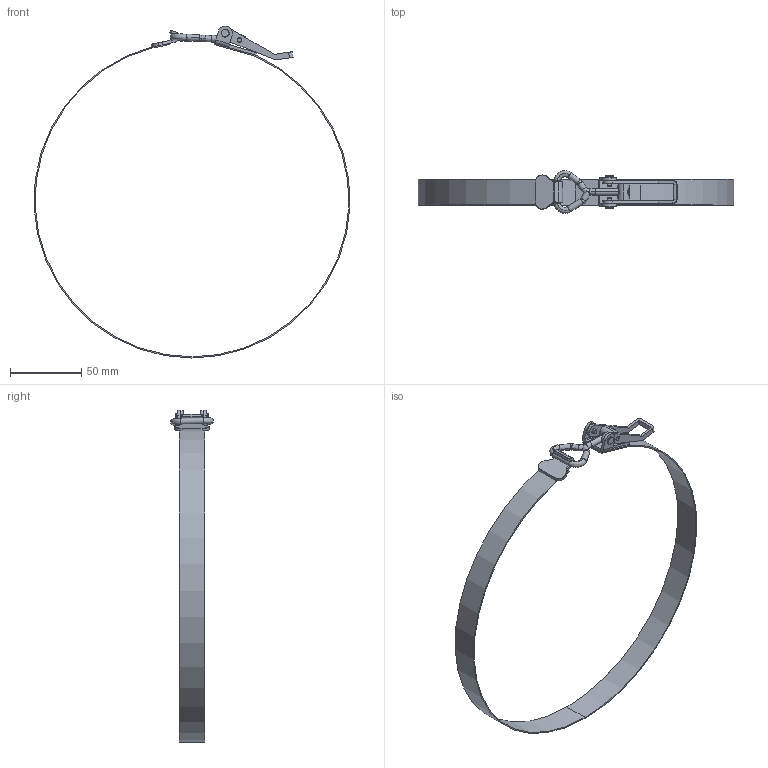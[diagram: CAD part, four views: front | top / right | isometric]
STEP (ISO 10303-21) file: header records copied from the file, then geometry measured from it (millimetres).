
FILE_DESCRIPTION (( 'STEP AP214' ), '1' );
FILE_NAME ('54005 - 701 SA+30A RF Diam.220.STEP', '2016-10-11T11:25:48', ( '' ), ( '' ), 'SwSTEP 2.0', 'SolidWorks 2015', '' );
FILE_SCHEMA (( 'AUTOMOTIVE_DESIGN' ));
Length unit declared in the file: millimetre
Products named in the file (17): 701 - Ansatsnit; 701 - Bygel; 701 - SA; 522601 - Striker 30 A; Band till 54005 220 mm; 701 - Skruvögla; 701 - Mid Cylinder; 54005  - 701 SA+30A RF Diam.220; 52001 - 701 SA
Assembly tree (9 placements, depth 3):
  701 - Skruvögla
  701 - Mid Cylinder
  701 - Ansatsnit
  701 - Ansatsnit
  701 - Bygel
Bounding box: 221.41 x 30.05 x 232.68 mm (x, y, z)
Volume: 15445.7 mm3; surface area: 31876 mm2
Topology: 8 solids, 8 shells, 190 faces, 424 edges, 257 vertices
Faces by surface type: cylinder 82, plane 68, torus 22, cone 12, bspline 6
Entity records: 5986 total; most frequent: CARTESIAN_POINT 1473, DIRECTION 933, ORIENTED_EDGE 796, EDGE_CURVE 398, AXIS2_PLACEMENT_3D 369, VERTEX_POINT 241, EDGE_LOOP 195, VECTOR 195
